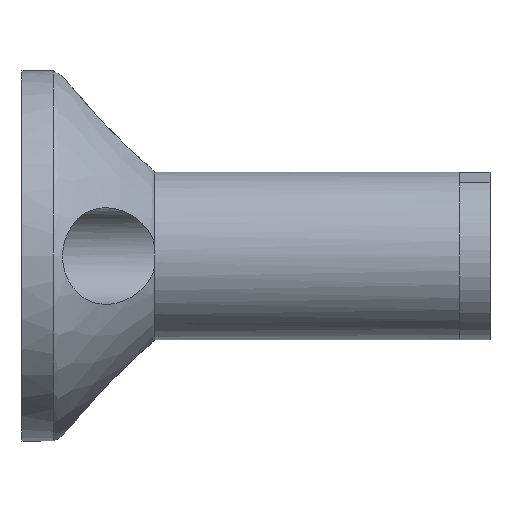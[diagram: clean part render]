
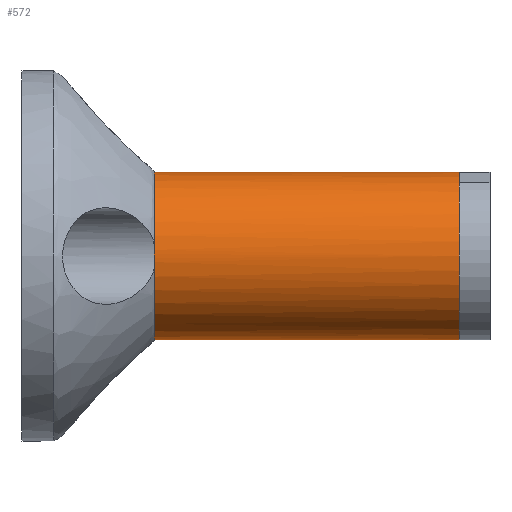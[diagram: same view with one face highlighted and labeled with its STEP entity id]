
A CAD part, front view. The second image highlights one B-rep face of the part: STEP entity #572.
In plain terms, the highlighted cylindrical face has radius 8.25 mm (diameter 16.5 mm), a full revolution.
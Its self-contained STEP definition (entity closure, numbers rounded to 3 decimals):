
#56=LINE('',#1414,#82);
#57=LINE('',#1418,#83);
#58=LINE('',#1419,#84);
#82=VECTOR('',#824,10.);
#83=VECTOR('',#829,10.);
#84=VECTOR('',#830,8.25);
#98=CYLINDRICAL_SURFACE('',#658,8.25);
#139=FACE_OUTER_BOUND('',#181,.T.);
#181=EDGE_LOOP('',(#493,#494,#495,#496,#497,#498,#499,#500,#501,#502,#503,
#504,#505,#506,#507));
#199=CIRCLE('',#614,8.25);
#202=CIRCLE('',#618,8.25);
#205=CIRCLE('',#622,8.25);
#207=CIRCLE('',#625,8.25);
#214=CIRCLE('',#638,8.25);
#215=CIRCLE('',#639,8.25);
#216=CIRCLE('',#641,8.25);
#217=CIRCLE('',#643,8.25);
#218=CIRCLE('',#645,8.25);
#219=CIRCLE('',#647,8.25);
#225=CIRCLE('',#659,8.25);
#240=VERTEX_POINT('',#885);
#241=VERTEX_POINT('',#886);
#244=VERTEX_POINT('',#900);
#245=VERTEX_POINT('',#901);
#248=VERTEX_POINT('',#914);
#249=VERTEX_POINT('',#915);
#251=VERTEX_POINT('',#925);
#252=VERTEX_POINT('',#926);
#261=VERTEX_POINT('',#1367);
#262=VERTEX_POINT('',#1377);
#263=VERTEX_POINT('',#1378);
#275=VERTEX_POINT('',#1412);
#276=VERTEX_POINT('',#1416);
#295=EDGE_CURVE('',#240,#241,#199,.T.);
#299=EDGE_CURVE('',#244,#245,#202,.T.);
#303=EDGE_CURVE('',#248,#249,#205,.T.);
#306=EDGE_CURVE('',#251,#252,#207,.T.);
#330=EDGE_CURVE('',#261,#244,#214,.T.);
#331=EDGE_CURVE('',#249,#261,#215,.T.);
#332=EDGE_CURVE('',#245,#240,#216,.T.);
#333=EDGE_CURVE('',#241,#251,#217,.T.);
#334=EDGE_CURVE('',#252,#248,#218,.T.);
#335=EDGE_CURVE('',#262,#263,#219,.T.);
#353=EDGE_CURVE('',#262,#275,#56,.T.);
#354=EDGE_CURVE('',#276,#275,#225,.T.);
#355=EDGE_CURVE('',#263,#276,#57,.T.);
#356=EDGE_CURVE('',#262,#261,#58,.T.);
#493=ORIENTED_EDGE('',*,*,#353,.T.);
#494=ORIENTED_EDGE('',*,*,#354,.F.);
#495=ORIENTED_EDGE('',*,*,#355,.F.);
#496=ORIENTED_EDGE('',*,*,#335,.F.);
#497=ORIENTED_EDGE('',*,*,#356,.T.);
#498=ORIENTED_EDGE('',*,*,#330,.T.);
#499=ORIENTED_EDGE('',*,*,#299,.T.);
#500=ORIENTED_EDGE('',*,*,#332,.T.);
#501=ORIENTED_EDGE('',*,*,#295,.T.);
#502=ORIENTED_EDGE('',*,*,#333,.T.);
#503=ORIENTED_EDGE('',*,*,#306,.T.);
#504=ORIENTED_EDGE('',*,*,#334,.T.);
#505=ORIENTED_EDGE('',*,*,#303,.T.);
#506=ORIENTED_EDGE('',*,*,#331,.T.);
#507=ORIENTED_EDGE('',*,*,#356,.F.);
#572=ADVANCED_FACE('',(#139),#98,.T.);
#614=AXIS2_PLACEMENT_3D('',#887,#719,#720);
#618=AXIS2_PLACEMENT_3D('',#902,#727,#728);
#622=AXIS2_PLACEMENT_3D('',#916,#735,#736);
#625=AXIS2_PLACEMENT_3D('',#927,#741,#742);
#638=AXIS2_PLACEMENT_3D('',#1368,#772,#773);
#639=AXIS2_PLACEMENT_3D('',#1369,#774,#775);
#641=AXIS2_PLACEMENT_3D('',#1371,#778,#779);
#643=AXIS2_PLACEMENT_3D('',#1373,#782,#783);
#645=AXIS2_PLACEMENT_3D('',#1375,#786,#787);
#647=AXIS2_PLACEMENT_3D('',#1379,#790,#791);
#658=AXIS2_PLACEMENT_3D('',#1415,#825,#826);
#659=AXIS2_PLACEMENT_3D('',#1417,#827,#828);
#719=DIRECTION('center_axis',(1.,0.,0.));
#720=DIRECTION('ref_axis',(0.,1.,0.));
#727=DIRECTION('center_axis',(1.,0.,0.));
#728=DIRECTION('ref_axis',(0.,1.,0.));
#735=DIRECTION('center_axis',(1.,0.,0.));
#736=DIRECTION('ref_axis',(0.,1.,0.));
#741=DIRECTION('center_axis',(1.,0.,0.));
#742=DIRECTION('ref_axis',(0.,1.,0.));
#772=DIRECTION('center_axis',(1.,0.,0.));
#773=DIRECTION('ref_axis',(0.,1.,0.));
#774=DIRECTION('center_axis',(1.,0.,0.));
#775=DIRECTION('ref_axis',(0.,1.,0.));
#778=DIRECTION('center_axis',(1.,0.,0.));
#779=DIRECTION('ref_axis',(0.,1.,0.));
#782=DIRECTION('center_axis',(1.,0.,0.));
#783=DIRECTION('ref_axis',(0.,1.,0.));
#786=DIRECTION('center_axis',(1.,0.,0.));
#787=DIRECTION('ref_axis',(0.,1.,0.));
#790=DIRECTION('center_axis',(1.,0.,0.));
#791=DIRECTION('ref_axis',(0.,1.,0.));
#824=DIRECTION('',(1.,0.,0.));
#825=DIRECTION('center_axis',(1.,0.,0.));
#826=DIRECTION('ref_axis',(0.,0.,-1.));
#827=DIRECTION('center_axis',(1.,0.,0.));
#828=DIRECTION('ref_axis',(0.,0.,-1.));
#829=DIRECTION('',(1.,0.,0.));
#830=DIRECTION('',(-1.,0.,0.));
#885=CARTESIAN_POINT('',(58.4,-8.166,-0.609));
#886=CARTESIAN_POINT('',(58.4,-0.842,-8.203));
#887=CARTESIAN_POINT('Origin',(58.4,0.062,-0.003));
#900=CARTESIAN_POINT('',(58.4,-0.822,8.2));
#901=CARTESIAN_POINT('',(58.4,-8.166,0.607));
#902=CARTESIAN_POINT('Origin',(58.4,0.062,-0.003));
#914=CARTESIAN_POINT('',(58.4,5.976,5.75));
#915=CARTESIAN_POINT('',(58.4,0.867,8.208));
#916=CARTESIAN_POINT('Origin',(58.4,0.062,-0.003));
#925=CARTESIAN_POINT('',(58.4,0.887,-8.211));
#926=CARTESIAN_POINT('',(58.4,5.448,-6.25));
#927=CARTESIAN_POINT('Origin',(58.4,0.062,-0.003));
#1367=CARTESIAN_POINT('',(58.4,0.062,8.247));
#1368=CARTESIAN_POINT('Origin',(58.4,0.062,-0.003));
#1369=CARTESIAN_POINT('Origin',(58.4,0.062,-0.003));
#1371=CARTESIAN_POINT('Origin',(58.4,0.062,-0.003));
#1373=CARTESIAN_POINT('Origin',(58.4,0.062,-0.003));
#1375=CARTESIAN_POINT('Origin',(58.4,0.062,-0.003));
#1377=CARTESIAN_POINT('',(88.4,0.062,8.247));
#1378=CARTESIAN_POINT('',(88.4,0.062,-8.253));
#1379=CARTESIAN_POINT('Origin',(88.4,0.062,-0.003));
#1412=CARTESIAN_POINT('',(91.4,0.062,8.247));
#1414=CARTESIAN_POINT('',(88.4,0.062,8.247));
#1415=CARTESIAN_POINT('Origin',(88.4,0.062,-0.003));
#1416=CARTESIAN_POINT('',(91.4,0.062,-8.253));
#1417=CARTESIAN_POINT('Origin',(91.4,0.062,-0.003));
#1418=CARTESIAN_POINT('',(88.4,0.062,-8.253));
#1419=CARTESIAN_POINT('',(88.4,0.062,8.247));
